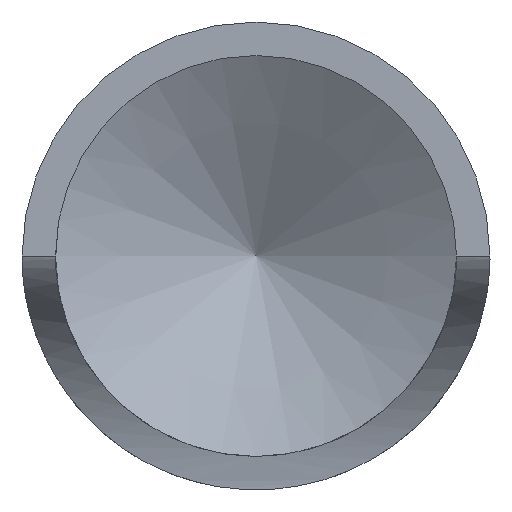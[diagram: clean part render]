
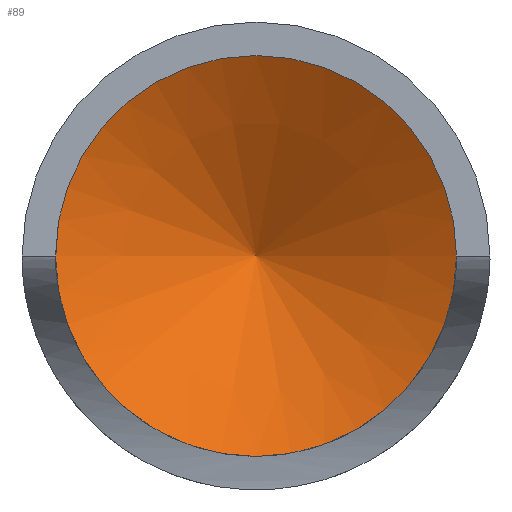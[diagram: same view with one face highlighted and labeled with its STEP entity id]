
A CAD part, front view. The second image highlights one B-rep face of the part: STEP entity #89.
In plain terms, the highlighted conical face has half-angle 60 degrees and reference radius 0 mm.
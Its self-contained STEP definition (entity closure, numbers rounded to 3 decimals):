
#42=VERTEX_LOOP('',#321);
#47=CONICAL_SURFACE('',#431,0.,60.);
#89=ADVANCED_FACE('',(#169,#170),#47,.F.);
#169=FACE_BOUND('',#42,.T.);
#170=FACE_BOUND('',#203,.T.);
#203=EDGE_LOOP('',(#263));
#263=ORIENTED_EDGE('',*,*,#331,.T.);
#296=VERTEX_POINT('',#558);
#321=VERTEX_POINT('',#703);
#331=EDGE_CURVE('',#296,#296,#374,.T.);
#374=CIRCLE('',#398,2.4);
#398=AXIS2_PLACEMENT_3D('',#557,#446,#447);
#431=AXIS2_PLACEMENT_3D('',#704,#522,#523);
#446=DIRECTION('',(0.,-1.,0.));
#447=DIRECTION('',(1.,0.,0.));
#522=DIRECTION('',(0.,-1.,0.));
#523=DIRECTION('',(1.,0.,0.));
#557=CARTESIAN_POINT('',(9.247,23.513,-1.749));
#558=CARTESIAN_POINT('',(11.647,23.513,-1.749));
#703=CARTESIAN_POINT('',(9.247,24.899,-1.749));
#704=CARTESIAN_POINT('',(9.247,24.899,-1.749));
